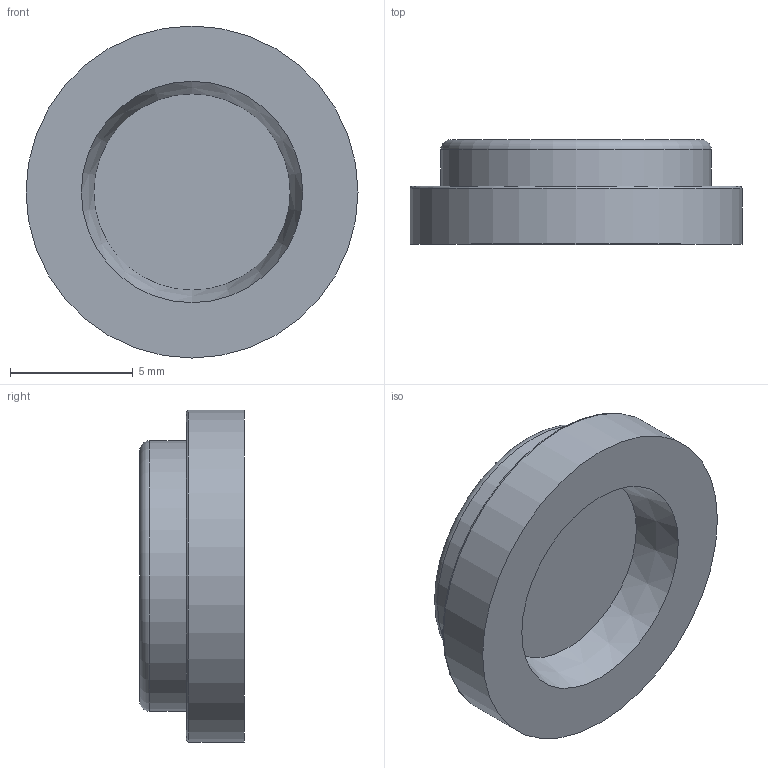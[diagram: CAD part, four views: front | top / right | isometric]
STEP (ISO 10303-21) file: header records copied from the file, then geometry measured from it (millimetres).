
FILE_DESCRIPTION(('STEP AP214'), '1');
FILE_NAME('膫闀罻', '', ('UNSPECIFIED'), ('UNSPECIFIED'), 'ASCON STEP Converter 1.3', 'ASCON Math Kernel', '');
FILE_SCHEMA(('AUTOMOTIVE_DESIGN { 1 0 10303 214 3 1 1}'));
Length unit declared in the file: millimetre
Products named in the file (1): Êíîïêà_01
Bounding box: 13.5 x 4.25 x 13.5 mm (x, y, z)
Volume: 408 mm3; surface area: 482.7 mm2
Topology: 1 solids, 1 shells, 9 faces, 18 edges, 13 vertices
Faces by surface type: plane 4, cylinder 2, torus 2, cone 1
Full cylindrical faces by diameter (mm): 11 x1, 13.5 x1
Entity records: 340 total; most frequent: DIRECTION 46, CARTESIAN_POINT 36, ORIENTED_EDGE 26, AXIS2_PLACEMENT_3D 23, EDGE_LOOP 16, EDGE_CURVE 13, VERTEX_POINT 13, CIRCLE 13
